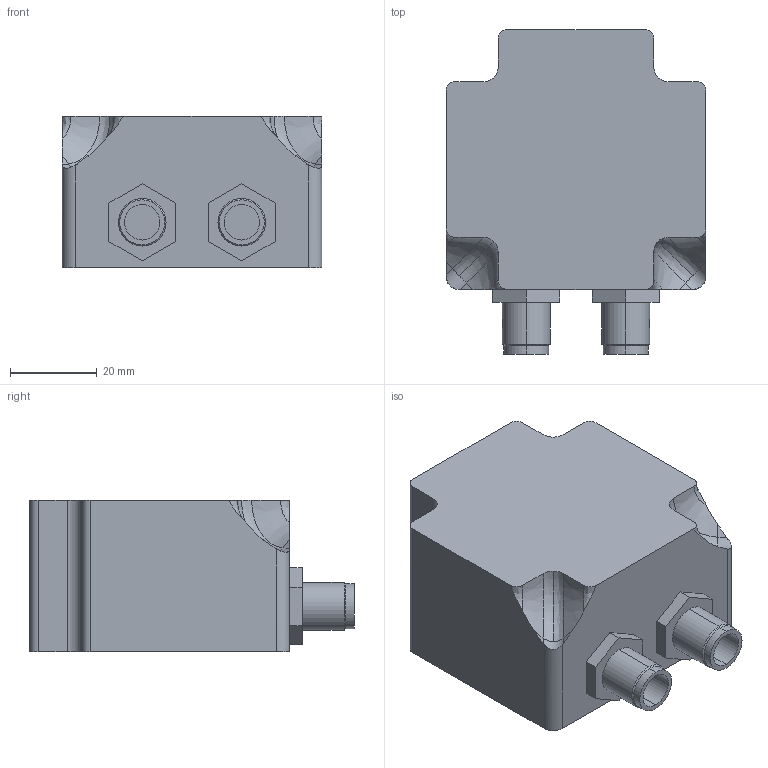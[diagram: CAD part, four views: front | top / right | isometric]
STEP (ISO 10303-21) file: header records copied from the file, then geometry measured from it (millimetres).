
FILE_DESCRIPTION (( 'STEP AP203' ), '1' );
FILE_NAME ('1_Default_sldprt.STEP', '2021-04-17T06:21:29', ( '' ), ( '' ), 'SwSTEP 2.0', 'SolidWorks 2013', '' );
FILE_SCHEMA (( 'CONFIG_CONTROL_DESIGN' ));
Length unit declared in the file: millimetre
Products named in the file (1): 1_Default_sldprt
Bounding box: 60 x 75 x 35 mm (x, y, z)
Volume: 115977.7 mm3; surface area: 16259.2 mm2
Topology: 1 solids, 1 shells, 72 faces, 192 edges, 128 vertices
Faces by surface type: plane 34, cylinder 22, bspline 8, cone 8
Entity records: 2675 total; most frequent: CARTESIAN_POINT 857, ORIENTED_EDGE 384, DIRECTION 334, EDGE_CURVE 192, VERTEX_POINT 128, AXIS2_PLACEMENT_3D 115, LINE 104, VECTOR 104
